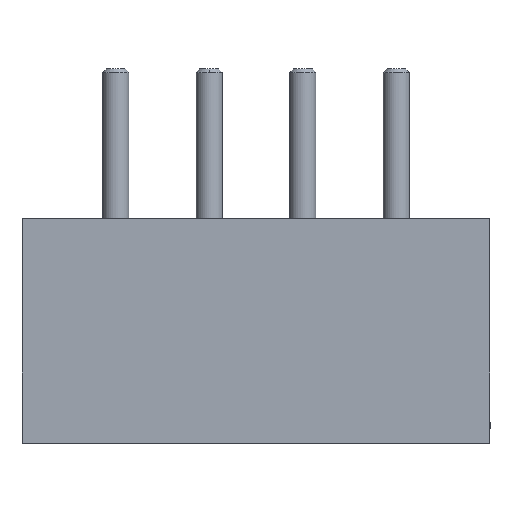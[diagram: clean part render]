
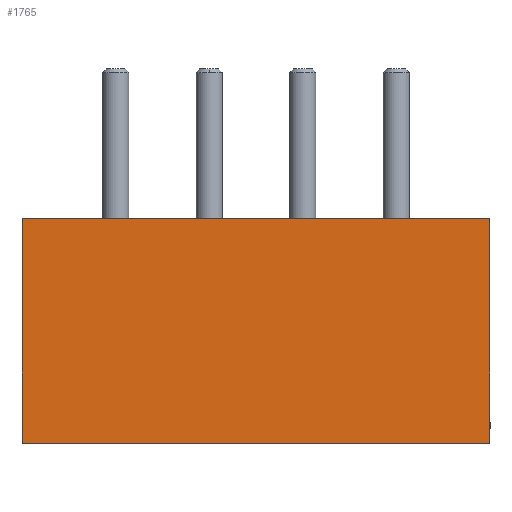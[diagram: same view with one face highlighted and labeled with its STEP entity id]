
A CAD part, front view. The second image highlights one B-rep face of the part: STEP entity #1765.
In plain terms, the highlighted planar face has unit normal (0, -1, 0).
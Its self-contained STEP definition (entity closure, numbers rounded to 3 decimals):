
#7 = EDGE_CURVE ( 'NONE', #1202, #2093, #727, .T. ) ;
#32 = VECTOR ( 'NONE', #1081, 1000. ) ;
#344 = CARTESIAN_POINT ( 'NONE',  ( 7.5, 0., 0. ) ) ;
#439 = ORIENTED_EDGE ( 'NONE', *, *, #3111, .F. ) ;
#727 = LINE ( 'NONE', #2369, #32 ) ;
#1081 = DIRECTION ( 'NONE',  ( -1., 0., 0. ) ) ;
#1189 = DIRECTION ( 'NONE',  ( 0., 0., 1. ) ) ;
#1202 = VERTEX_POINT ( 'NONE', #3294 ) ;
#1297 = EDGE_LOOP ( 'NONE', ( #2434, #2466, #1341, #439 ) ) ;
#1341 = ORIENTED_EDGE ( 'NONE', *, *, #2605, .F. ) ;
#1533 = EDGE_CURVE ( 'NONE', #2093, #2202, #2831, .T. ) ;
#1735 = VECTOR ( 'NONE', #2066, 1000. ) ;
#1765 = ADVANCED_FACE ( 'NONE', ( #2052 ), #3377, .F. ) ;
#2013 = DIRECTION ( 'NONE',  ( 0., 1., 0. ) ) ;
#2052 = FACE_OUTER_BOUND ( 'NONE', #1297, .T. ) ;
#2066 = DIRECTION ( 'NONE',  ( 0., 0., -1. ) ) ;
#2093 = VERTEX_POINT ( 'NONE', #3282 ) ;
#2094 = DIRECTION ( 'NONE',  ( 1., 0., 0. ) ) ;
#2151 = DIRECTION ( 'NONE',  ( 0., 0., 1. ) ) ;
#2202 = VERTEX_POINT ( 'NONE', #3211 ) ;
#2311 = VERTEX_POINT ( 'NONE', #3242 ) ;
#2369 = CARTESIAN_POINT ( 'NONE',  ( 0., 0., -4. ) ) ;
#2434 = ORIENTED_EDGE ( 'NONE', *, *, #1533, .F. ) ;
#2449 = LINE ( 'NONE', #344, #1735 ) ;
#2459 = AXIS2_PLACEMENT_3D ( 'NONE', #2524, #2013, #1189 ) ;
#2466 = ORIENTED_EDGE ( 'NONE', *, *, #7, .F. ) ;
#2524 = CARTESIAN_POINT ( 'NONE',  ( 0., 0., 0. ) ) ;
#2597 = VECTOR ( 'NONE', #2151, 1000. ) ;
#2605 = EDGE_CURVE ( 'NONE', #2311, #1202, #2449, .T. ) ;
#2831 = LINE ( 'NONE', #3501, #2597 ) ;
#2890 = VECTOR ( 'NONE', #2094, 1000. ) ;
#2905 = CARTESIAN_POINT ( 'NONE',  ( 0., 0., 2. ) ) ;
#3111 = EDGE_CURVE ( 'NONE', #2202, #2311, #3273, .T. ) ;
#3211 = CARTESIAN_POINT ( 'NONE',  ( -5., 0., 2. ) ) ;
#3242 = CARTESIAN_POINT ( 'NONE',  ( 7.5, 0., 2. ) ) ;
#3273 = LINE ( 'NONE', #2905, #2890 ) ;
#3282 = CARTESIAN_POINT ( 'NONE',  ( -5., 0., -4. ) ) ;
#3294 = CARTESIAN_POINT ( 'NONE',  ( 7.5, 0., -4. ) ) ;
#3377 = PLANE ( 'NONE',  #2459 ) ;
#3501 = CARTESIAN_POINT ( 'NONE',  ( -5., 0., 0. ) ) ;
